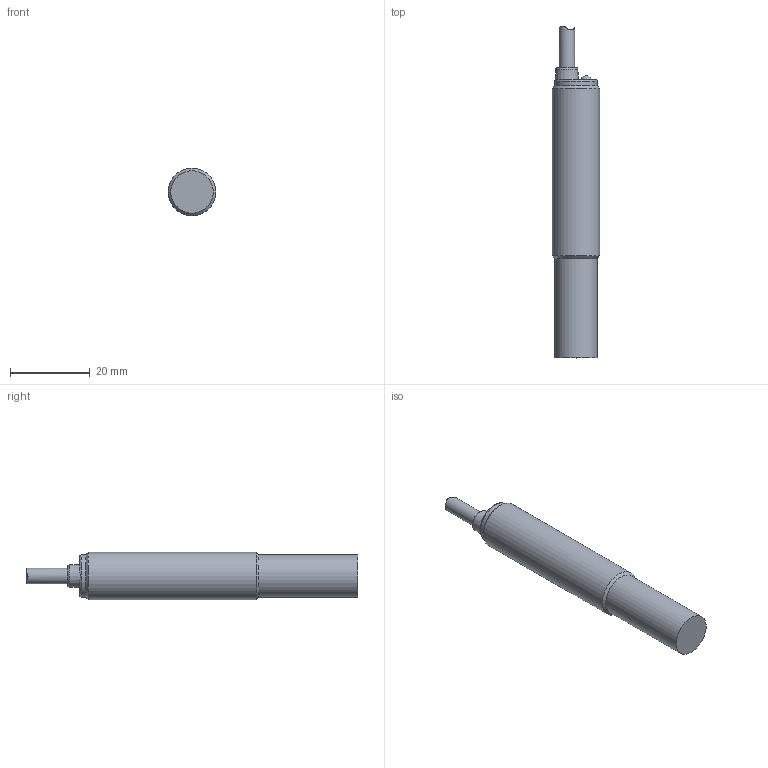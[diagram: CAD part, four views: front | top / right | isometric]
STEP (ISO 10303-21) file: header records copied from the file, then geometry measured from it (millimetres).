
FILE_DESCRIPTION(/* description */ (''),/* implementation_level */ '2;1');
FILE_NAME(/* name */ '400900_Shrinkwrap_1.stp',/* time_stamp */ '2021-12-21T11:03:03+01:00',/* author */ ('Krieger Anja'),/* organization */ (''),/* preprocessor_version */ 'ST-DEVELOPER v18.1',/* originating_system */ 'Autodesk Inventor 2021',/* authorisation */ '');
FILE_SCHEMA (('AUTOMOTIVE_DESIGN { 1 0 10303 214 3 1 1 }'));
Length unit declared in the file: millimetre
Products named in the file (1): 400900_Shrinkwrap_1
Bounding box: 12 x 83.5 x 12 mm (x, y, z)
Volume: 7474.7 mm3; surface area: 2920 mm2
Topology: 1 solids, 1 shells, 23 faces, 53 edges, 35 vertices
Faces by surface type: plane 9, cylinder 8, cone 3, torus 2, sphere 1
Full cylindrical faces by diameter (mm): 2 x1, 3 x1, 3.9 x1, 10.6 x1, 10.7 x1, 12 x1
Entity records: 836 total; most frequent: CARTESIAN_POINT 185, DIRECTION 124, ORIENTED_EDGE 104, AXIS2_PLACEMENT_3D 53, EDGE_CURVE 52, VERTEX_POINT 35, CIRCLE 29, EDGE_LOOP 27
